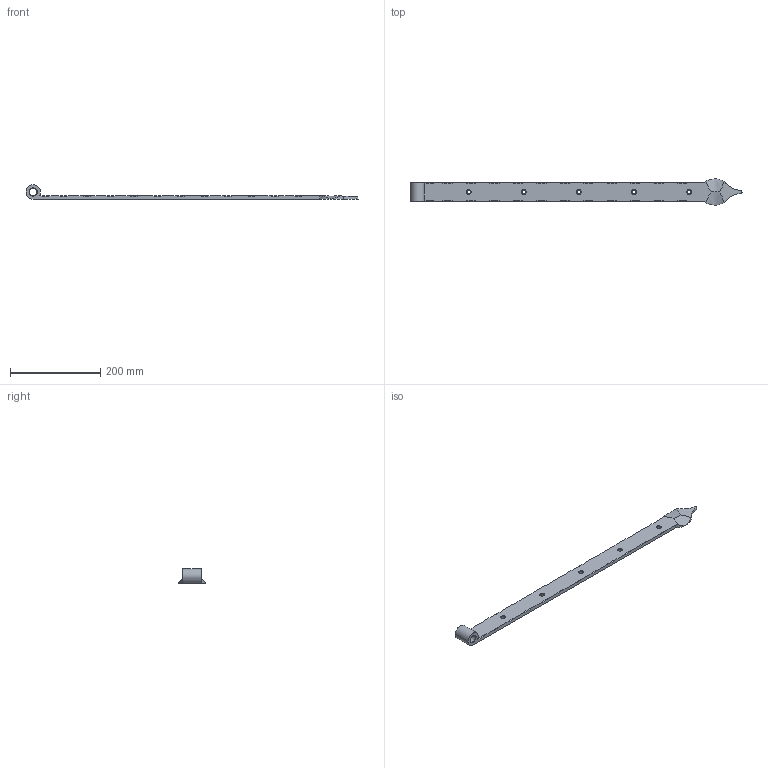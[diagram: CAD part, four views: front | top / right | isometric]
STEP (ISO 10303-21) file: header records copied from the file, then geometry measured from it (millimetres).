
FILE_DESCRIPTION (( 'STEP AP203' ), '1' );
FILE_NAME ('3856.STEP', '2022-04-05T12:02:18', ( '' ), ( '' ), 'SwSTEP 2.0', 'SolidWorks 2018', '' );
FILE_SCHEMA (( 'CONFIG_CONTROL_DESIGN' ));
Length unit declared in the file: millimetre
Products named in the file (1): 3856
Bounding box: 735 x 57.99 x 32 mm (x, y, z)
Volume: 239685 mm3; surface area: 74314.7 mm2
Topology: 1 solids, 1 shells, 273 faces, 802 edges, 502 vertices
Faces by surface type: bspline 118, plane 112, torus 24, cylinder 12, cone 7
Full cylindrical faces by diameter (mm): 8.5 x5, 16.7 x1
Entity records: 13984 total; most frequent: CARTESIAN_POINT 7758, ORIENTED_EDGE 1472, DIRECTION 882, EDGE_CURVE 736, VERTEX_POINT 497, LINE 416, VECTOR 416, EDGE_LOOP 317
